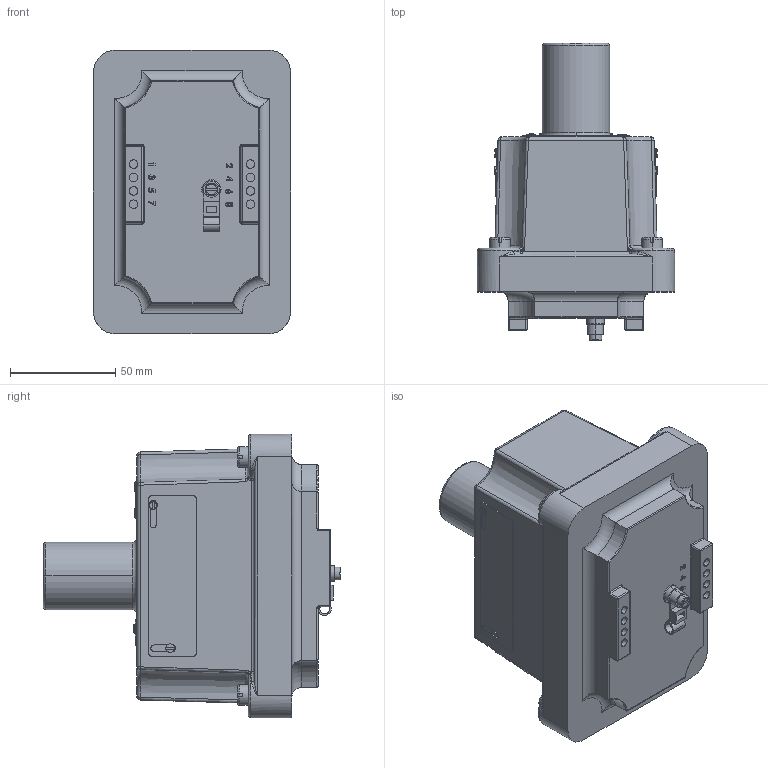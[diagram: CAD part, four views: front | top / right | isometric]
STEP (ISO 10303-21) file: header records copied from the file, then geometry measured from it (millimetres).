
FILE_DESCRIPTION (( 'STEP AP214' ), '1' );
FILE_NAME ('FXCS-0K3R6G32A.step', '2016-03-09T20:34:19', ( '' ), ( '' ), 'SwSTEP 2.0', 'SolidWorks 2015', '' );
FILE_SCHEMA (( 'AUTOMOTIVE_DESIGN' ));
Length unit declared in the file: inch
Products named in the file (1): FXCS-0K3R6G32A
Bounding box: 93.73 x 141.35 x 134.87 mm (x, y, z)
Volume: 820455.4 mm3; surface area: 63939.3 mm2
Topology: 2 solids, 2 shells, 699 faces, 1803 edges, 1099 vertices
Faces by surface type: plane 303, cylinder 157, bspline 130, torus 81, sphere 22, cone 6
Entity records: 31798 total; most frequent: CARTESIAN_POINT 10923, ORIENTED_EDGE 3530, DIRECTION 3061, EDGE_CURVE 1765, AXIS2_PLACEMENT_3D 1121, VERTEX_POINT 1099, LINE 819, VECTOR 819
